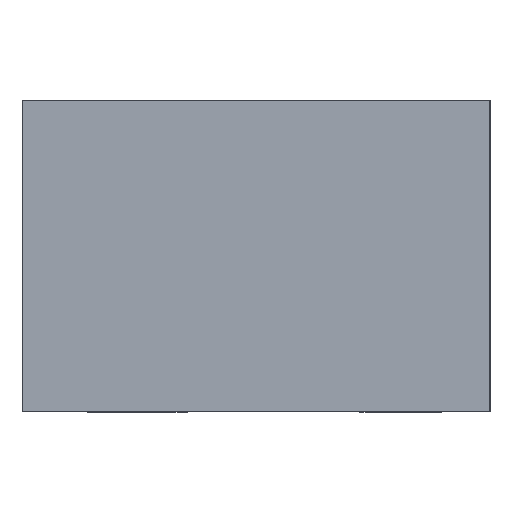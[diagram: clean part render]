
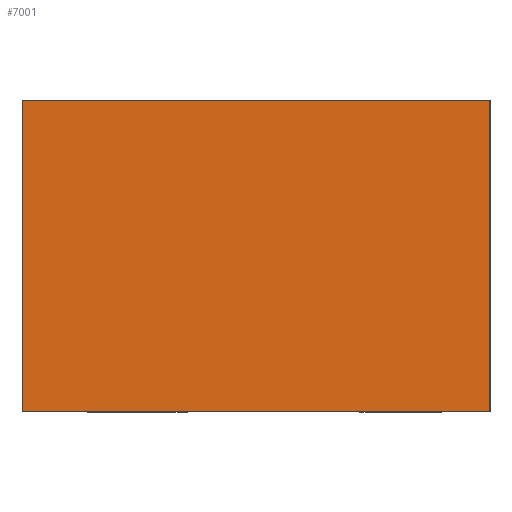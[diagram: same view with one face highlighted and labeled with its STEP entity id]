
A CAD part, left-side view. The second image highlights one B-rep face of the part: STEP entity #7001.
In plain terms, the highlighted planar face has unit normal (-1, 0, 0).
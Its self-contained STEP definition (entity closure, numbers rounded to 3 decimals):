
#156=PLANE('',#7146);
#785=FACE_OUTER_BOUND('',#1192,.T.);
#1192=EDGE_LOOP('',(#6584,#6585,#6586,#6587));
#2234=LINE('',#15522,#2749);
#2239=LINE('',#21077,#2754);
#2244=LINE('',#21086,#2759);
#2245=LINE('',#21088,#2760);
#2749=VECTOR('',#7884,10.);
#2754=VECTOR('',#7911,10.);
#2759=VECTOR('',#7920,10.);
#2760=VECTOR('',#7923,10.);
#3443=VERTEX_POINT('',#15520);
#3444=VERTEX_POINT('',#15521);
#3458=VERTEX_POINT('',#21075);
#3460=VERTEX_POINT('',#21084);
#4480=EDGE_CURVE('',#3443,#3444,#2234,.T.);
#4504=EDGE_CURVE('',#3458,#3443,#2239,.T.);
#4509=EDGE_CURVE('',#3460,#3444,#2244,.T.);
#4510=EDGE_CURVE('',#3458,#3460,#2245,.T.);
#6584=ORIENTED_EDGE('',*,*,#4510,.T.);
#6585=ORIENTED_EDGE('',*,*,#4509,.T.);
#6586=ORIENTED_EDGE('',*,*,#4480,.F.);
#6587=ORIENTED_EDGE('',*,*,#4504,.F.);
#7001=ADVANCED_FACE('',(#785),#156,.T.);
#7146=AXIS2_PLACEMENT_3D('',#21087,#7921,#7922);
#7884=DIRECTION('',(0.,-1.,0.));
#7911=DIRECTION('',(0.,0.,1.));
#7920=DIRECTION('',(0.,0.,1.));
#7921=DIRECTION('center_axis',(-1.,0.,0.));
#7922=DIRECTION('ref_axis',(0.,-1.,0.));
#7923=DIRECTION('',(0.,-1.,0.));
#15520=CARTESIAN_POINT('',(0.,18.,12.));
#15521=CARTESIAN_POINT('',(0.,0.,12.));
#15522=CARTESIAN_POINT('',(0.,18.,12.));
#21075=CARTESIAN_POINT('',(0.,18.,0.));
#21077=CARTESIAN_POINT('',(0.,18.,0.));
#21084=CARTESIAN_POINT('',(0.,0.,0.));
#21086=CARTESIAN_POINT('',(0.,0.,0.));
#21087=CARTESIAN_POINT('Origin',(0.,18.,0.));
#21088=CARTESIAN_POINT('',(0.,18.,0.));
